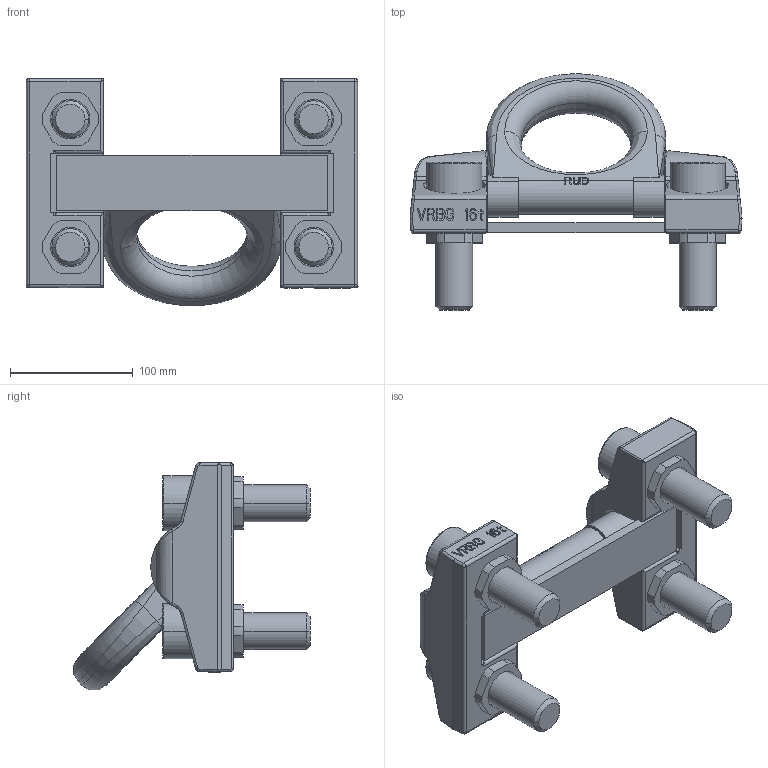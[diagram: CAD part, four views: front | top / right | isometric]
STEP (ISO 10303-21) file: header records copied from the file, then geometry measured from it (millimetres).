
FILE_DESCRIPTION((''),'2;1');
FILE_NAME('001-M32336-P-45_ASM','2012-06-06T',('Roland.Jakubetz'),(''),'PRO/ENGINEER BY PARAMETRIC TECHNOLOGY CORPORATION, 2010140','PRO/ENGINEER BY PARAMETRIC TECHNOLOGY CORPORATION, 2010140','');
FILE_SCHEMA(('CONFIG_CONTROL_DESIGN'));
Length unit declared in the file: millimetre
Products named in the file (5): 001-M32336-P-1; 001-M32336-P-2; 001-M31834-P-1; 001-M32336-P-3; 001-M32336-P-45_ASM
Assembly tree (8 placements, depth 2):
  001-M32336-P-45_ASM
    001-M32336-P-1  x2
    001-M32336-P-2
    001-M31834-P-1
    001-M32336-P-3  x4
Bounding box: 270 x 192.22 x 185.02 mm (x, y, z)
Volume: 1579424.1 mm3; surface area: 247530.8 mm2
Topology: 8 solids, 8 shells, 849 faces, 2279 edges, 1474 vertices
Faces by surface type: plane 631, cylinder 124, bspline 50, torus 28, cone 16
Entity records: 18474 total; most frequent: CARTESIAN_POINT 6765, ORIENTED_EDGE 2538, DIRECTION 2190, EDGE_CURVE 1269, VECTOR 1002, LINE 1002, VERTEX_POINT 824, AXIS2_PLACEMENT_3D 594
